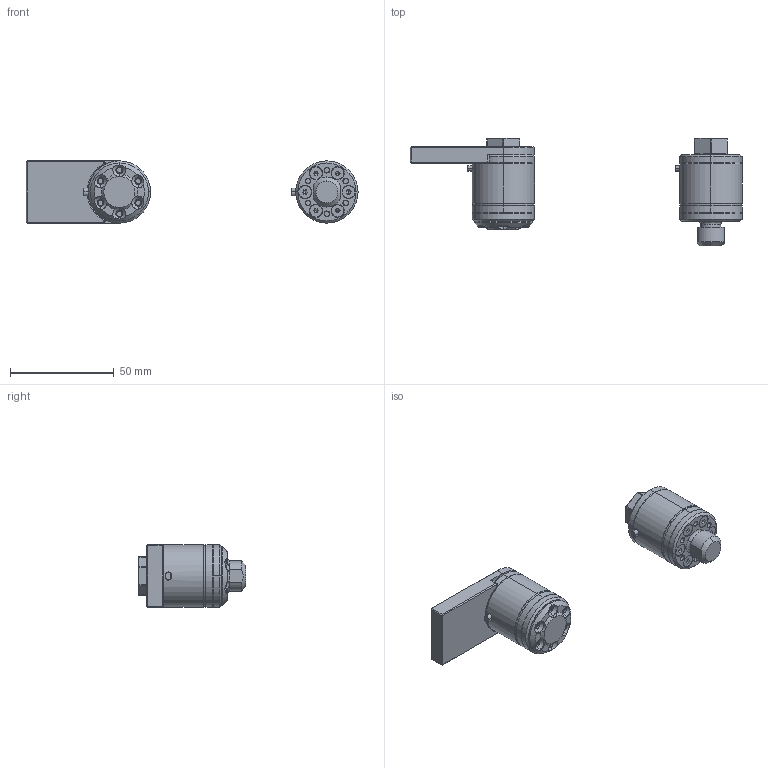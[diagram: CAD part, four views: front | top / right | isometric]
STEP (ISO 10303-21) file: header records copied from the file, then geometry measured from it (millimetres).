
FILE_DESCRIPTION (( 'STEP AP214' ), '1' );
FILE_NAME ('SourceLAB_valve.STEP', '2025-11-04T18:42:45', ( '' ), ( '' ), 'SwSTEP 2.0', 'SolidWorks 2014', '' );
FILE_SCHEMA (( 'AUTOMOTIVE_DESIGN' ));
Length unit declared in the file: millimetre
Products named in the file (6): valve_holder; SourceLAB_valve; clamp_G1-8; valve_G1-8_3D; clamp_flat; valve_flat_3D
Assembly tree (5 placements, depth 2):
  SourceLAB_valve
    valve_flat_3D
    valve_G1-8_3D
    valve_holder
    clamp_flat
    clamp_G1-8
Bounding box: 160 x 51.8 x 30 mm (x, y, z)
Volume: 59243.9 mm3; surface area: 18713.4 mm2
Topology: 5 solids, 17 shells, 888 faces, 2164 edges, 1284 vertices
Faces by surface type: cone 321, cylinder 283, plane 260, bspline 22, torus 2
Entity records: 36336 total; most frequent: CARTESIAN_POINT 7232, DIRECTION 4664, ORIENTED_EDGE 4200, EDGE_CURVE 2100, AXIS2_PLACEMENT_3D 1840, VERTEX_POINT 1284, LINE 984, VECTOR 984
